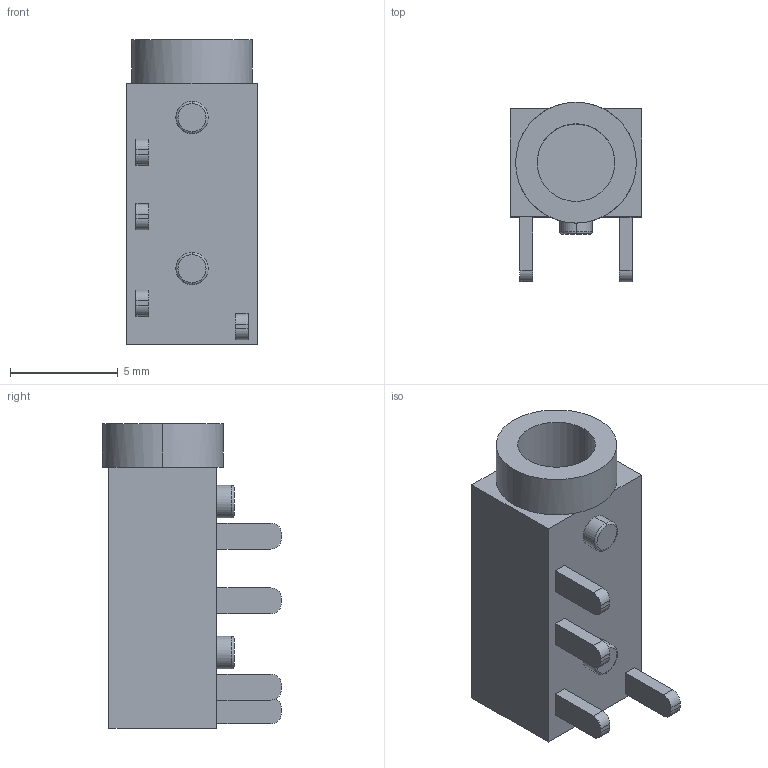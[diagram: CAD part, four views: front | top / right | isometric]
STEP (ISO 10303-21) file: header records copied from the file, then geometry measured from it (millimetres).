
FILE_DESCRIPTION (( 'STEP AP214' ), '1' );
FILE_NAME ('PJ320A.STEP', '2016-04-11T13:09:15', ( '' ), ( '' ), 'SwSTEP 2.0', 'SolidWorks 2015', '' );
FILE_SCHEMA (( 'AUTOMOTIVE_DESIGN' ));
Length unit declared in the file: millimetre
Products named in the file (1): PJ320A
Bounding box: 6.1 x 8.3 x 14.1 mm (x, y, z)
Volume: 327.7 mm3; surface area: 528.4 mm2
Topology: 1 solids, 1 shells, 53 faces, 124 edges, 80 vertices
Faces by surface type: plane 33, cylinder 16, torus 4
Entity records: 1893 total; most frequent: DIRECTION 276, CARTESIAN_POINT 258, ORIENTED_EDGE 248, EDGE_CURVE 124, AXIS2_PLACEMENT_3D 98, VECTOR 80, VERTEX_POINT 80, LINE 80
